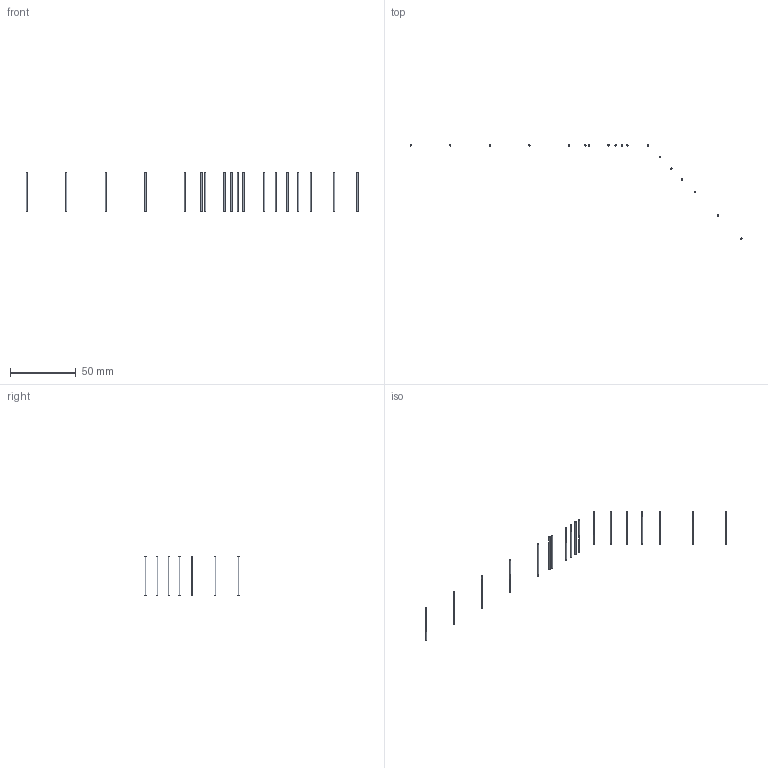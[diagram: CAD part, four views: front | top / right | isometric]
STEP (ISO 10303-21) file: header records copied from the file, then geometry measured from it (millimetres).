
FILE_DESCRIPTION((''),'2;1');
FILE_NAME('Rail1.stp','2016-03-14T14:17:19',('Administrator'),(''),'Autodesk Inventor 2008','Autodesk Inventor 2008','');
FILE_SCHEMA(('AUTOMOTIVE_DESIGN { 1 0 10303 214 1 1 1 1 }'));
Length unit declared in the file: millimetre
Products named in the file (1): Rail1
Bounding box: 251.71 x 71.71 x 30 mm (x, y, z)
Volume: 424.1 mm3; surface area: 1724.7 mm2
Topology: 18 solids, 18 shells, 54 faces, 54 edges, 36 vertices
Faces by surface type: plane 36, cylinder 18
Full cylindrical faces by diameter (mm): 1 x18
Entity records: 964 total; most frequent: DIRECTION 182, CARTESIAN_POINT 127, AXIS2_PLACEMENT_3D 91, ORIENTED_EDGE 72, EDGE_LOOP 72, FACE_OUTER_BOUND 54, ADVANCED_FACE 54, PLANE 36
